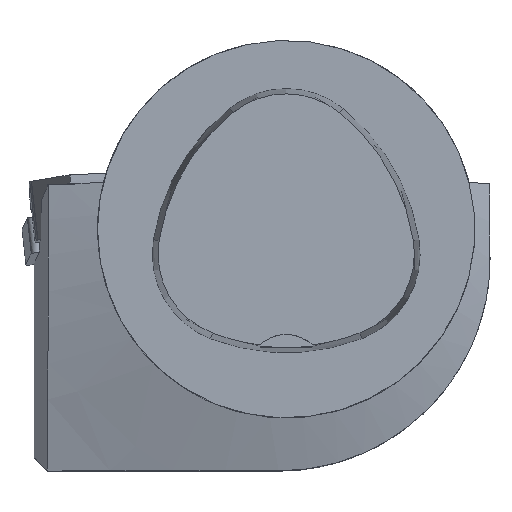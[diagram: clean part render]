
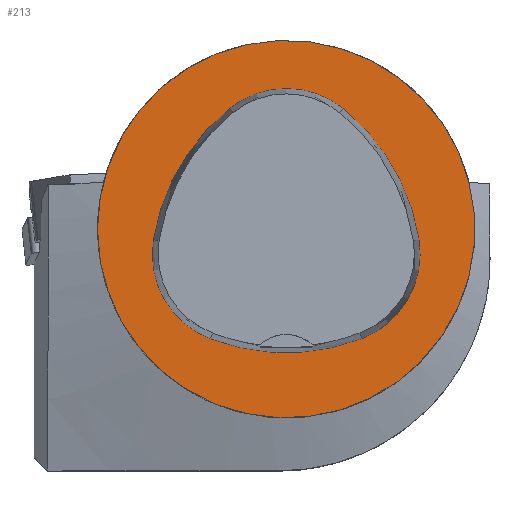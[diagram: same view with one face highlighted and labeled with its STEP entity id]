
A CAD part, top view. The second image highlights one B-rep face of the part: STEP entity #213.
In plain terms, the highlighted planar face has unit normal (0, 0, 1).
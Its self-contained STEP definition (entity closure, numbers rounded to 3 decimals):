
#106=FACE_BOUND('',#435,.T.);
#107=FACE_BOUND('',#436,.T.);
#131=CIRCLE('',#1702,25.);
#132=CIRCLE('',#1709,28.);
#134=CIRCLE('',#1712,12.);
#136=CIRCLE('',#1715,28.);
#138=CIRCLE('',#1718,12.);
#142=CIRCLE('',#1723,28.);
#144=CIRCLE('',#1726,12.);
#213=ADVANCED_FACE('',(#106,#107),#288,.T.);
#288=PLANE('',#1731);
#435=EDGE_LOOP('',(#698,#699,#700,#701,#702,#703));
#436=EDGE_LOOP('',(#704));
#698=ORIENTED_EDGE('',*,*,#1236,.T.);
#699=ORIENTED_EDGE('',*,*,#1216,.T.);
#700=ORIENTED_EDGE('',*,*,#1220,.T.);
#701=ORIENTED_EDGE('',*,*,#1223,.T.);
#702=ORIENTED_EDGE('',*,*,#1226,.T.);
#703=ORIENTED_EDGE('',*,*,#1234,.T.);
#704=ORIENTED_EDGE('',*,*,#1206,.F.);
#1046=VERTEX_POINT('',#2522);
#1055=VERTEX_POINT('',#2542);
#1056=VERTEX_POINT('',#2543);
#1059=VERTEX_POINT('',#2551);
#1061=VERTEX_POINT('',#2557);
#1063=VERTEX_POINT('',#2563);
#1070=VERTEX_POINT('',#2584);
#1206=EDGE_CURVE('',#1046,#1046,#131,.T.);
#1216=EDGE_CURVE('',#1055,#1056,#132,.T.);
#1220=EDGE_CURVE('',#1056,#1059,#134,.T.);
#1223=EDGE_CURVE('',#1059,#1061,#136,.T.);
#1226=EDGE_CURVE('',#1061,#1063,#138,.T.);
#1234=EDGE_CURVE('',#1063,#1070,#142,.T.);
#1236=EDGE_CURVE('',#1070,#1055,#144,.T.);
#1702=AXIS2_PLACEMENT_3D('',#2521,#1951,#1952);
#1709=AXIS2_PLACEMENT_3D('',#2541,#1969,#1970);
#1712=AXIS2_PLACEMENT_3D('',#2550,#1977,#1978);
#1715=AXIS2_PLACEMENT_3D('',#2556,#1984,#1985);
#1718=AXIS2_PLACEMENT_3D('',#2562,#1991,#1992);
#1723=AXIS2_PLACEMENT_3D('',#2585,#2003,#2004);
#1726=AXIS2_PLACEMENT_3D('',#2588,#2009,#2010);
#1731=AXIS2_PLACEMENT_3D('',#2593,#2019,#2020);
#1951=DIRECTION('',(0.,0.,-1.));
#1952=DIRECTION('',(-1.,0.,0.));
#1969=DIRECTION('',(0.,0.,-1.));
#1970=DIRECTION('',(-1.,0.,0.));
#1977=DIRECTION('',(0.,0.,-1.));
#1978=DIRECTION('',(-1.,0.,0.));
#1984=DIRECTION('',(0.,0.,-1.));
#1985=DIRECTION('',(-1.,0.,0.));
#1991=DIRECTION('',(0.,0.,-1.));
#1992=DIRECTION('',(-1.,0.,0.));
#2003=DIRECTION('',(0.,0.,-1.));
#2004=DIRECTION('',(-1.,0.,0.));
#2009=DIRECTION('',(0.,0.,-1.));
#2010=DIRECTION('',(-1.,0.,0.));
#2019=DIRECTION('',(0.,0.,1.));
#2020=DIRECTION('',(-1.,0.,0.));
#2521=CARTESIAN_POINT('',(0.,0.,0.));
#2522=CARTESIAN_POINT('',(-25.,0.,0.));
#2541=CARTESIAN_POINT('',(10.068,-5.824,0.));
#2542=CARTESIAN_POINT('',(-17.584,-1.424,0.));
#2543=CARTESIAN_POINT('',(-7.531,15.953,0.));
#2550=CARTESIAN_POINT('',(0.011,6.62,0.));
#2551=CARTESIAN_POINT('',(7.567,15.942,0.));
#2556=CARTESIAN_POINT('',(-10.063,-5.81,0.));
#2557=CARTESIAN_POINT('',(17.59,-1.418,0.));
#2562=CARTESIAN_POINT('',(5.739,-3.3,0.));
#2563=CARTESIAN_POINT('',(10.05,-14.499,0.));
#2584=CARTESIAN_POINT('',(-10.025,-14.516,0.));
#2585=CARTESIAN_POINT('',(-0.01,11.631,0.));
#2588=CARTESIAN_POINT('',(-5.733,-3.31,0.));
#2593=CARTESIAN_POINT('',(0.,0.,0.));
